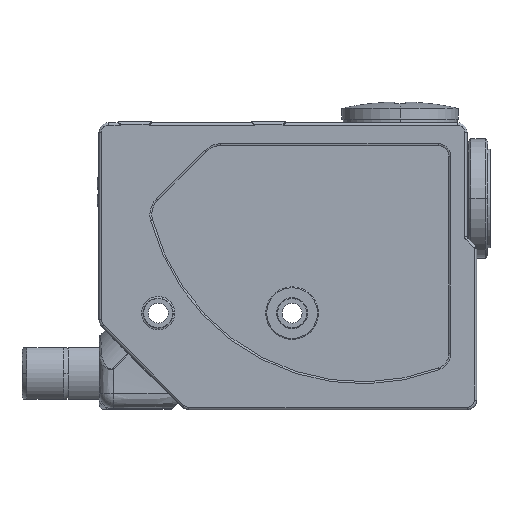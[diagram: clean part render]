
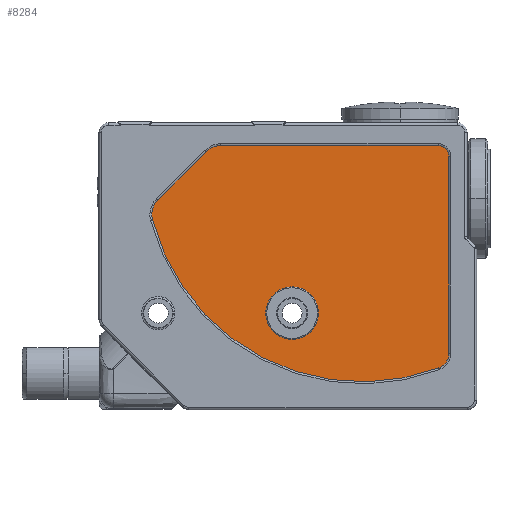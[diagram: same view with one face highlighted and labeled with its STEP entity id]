
A CAD part, top view. The second image highlights one B-rep face of the part: STEP entity #8284.
In plain terms, the highlighted planar face has unit normal (0, 0, 1).
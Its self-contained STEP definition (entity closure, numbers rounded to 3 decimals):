
#46 = ORIENTED_EDGE ( 'NONE', *, *, #9923, .T. ) ;
#160 = DIRECTION ( 'NONE',  ( 0., 0., 1. ) ) ;
#176 = CARTESIAN_POINT ( 'NONE',  ( 30.451, -18.197, 15.55 ) ) ;
#557 = CARTESIAN_POINT ( 'NONE',  ( 31.451, 25.213, 15.55 ) ) ;
#560 = PLANE ( 'NONE',  #2041 ) ;
#604 = ORIENTED_EDGE ( 'NONE', *, *, #6776, .T. ) ;
#1092 = LINE ( 'NONE', #5595, #5779 ) ;
#1102 = DIRECTION ( 'NONE',  ( 1., 0., 0. ) ) ;
#1257 = AXIS2_PLACEMENT_3D ( 'NONE', #10892, #5275, #11827 ) ;
#1357 = CARTESIAN_POINT ( 'NONE',  ( -14.032, 20.946, 15.55 ) ) ;
#1453 = DIRECTION ( 'NONE',  ( -1., 0., 0. ) ) ;
#1488 = CARTESIAN_POINT ( 'NONE',  ( -27.193, 13.82, 15.55 ) ) ;
#1551 = AXIS2_PLACEMENT_3D ( 'NONE', #3541, #10096, #4493 ) ;
#1555 = VERTEX_POINT ( 'NONE', #11865 ) ;
#1640 = ORIENTED_EDGE ( 'NONE', *, *, #8037, .T. ) ;
#1682 = CIRCLE ( 'NONE', #10665, 3.267 ) ;
#2041 = AXIS2_PLACEMENT_3D ( 'NONE', #2442, #9918, #4320 ) ;
#2285 = EDGE_LOOP ( 'NONE', ( #10978, #10813 ) ) ;
#2305 = DIRECTION ( 'NONE',  ( 1., 0., 0. ) ) ;
#2365 = CARTESIAN_POINT ( 'NONE',  ( 0.9, -9.8, 15.55 ) ) ;
#2402 = FACE_BOUND ( 'NONE', #2285, .T. ) ;
#2442 = CARTESIAN_POINT ( 'NONE',  ( -24.176, 10.802, 15.55 ) ) ;
#2830 = EDGE_CURVE ( 'NONE', #1555, #8915, #7869, .T. ) ;
#2836 = CARTESIAN_POINT ( 'NONE',  ( -28.306, 9.728, 15.55 ) ) ;
#2940 = EDGE_LOOP ( 'NONE', ( #46, #5292, #1640, #10003, #604, #9402, #4545, #3121 ) ) ;
#3019 = EDGE_CURVE ( 'NONE', #5443, #3825, #11119, .T. ) ;
#3121 = ORIENTED_EDGE ( 'NONE', *, *, #3019, .T. ) ;
#3273 = DIRECTION ( 'NONE',  ( 1., 0., 0. ) ) ;
#3541 = CARTESIAN_POINT ( 'NONE',  ( 31.451, 22.946, 15.55 ) ) ;
#3669 = EDGE_CURVE ( 'NONE', #4553, #5443, #3921, .T. ) ;
#3825 = VERTEX_POINT ( 'NONE', #1488 ) ;
#3921 = CIRCLE ( 'NONE', #9987, 4.267 ) ;
#4320 = DIRECTION ( 'NONE',  ( 1., 0., 0. ) ) ;
#4448 = VERTEX_POINT ( 'NONE', #5149 ) ;
#4493 = DIRECTION ( 'NONE',  ( 1., 0., 0. ) ) ;
#4545 = ORIENTED_EDGE ( 'NONE', *, *, #3669, .T. ) ;
#4553 = VERTEX_POINT ( 'NONE', #9149 ) ;
#4651 = VECTOR ( 'NONE', #1453, 1000. ) ;
#4844 = CARTESIAN_POINT ( 'NONE',  ( 33.718, -18.197, 15.55 ) ) ;
#4914 = EDGE_CURVE ( 'NONE', #7641, #4553, #9598, .T. ) ;
#5149 = CARTESIAN_POINT ( 'NONE',  ( 33.718, 22.946, 15.55 ) ) ;
#5275 = DIRECTION ( 'NONE',  ( 0., 0., 1. ) ) ;
#5292 = ORIENTED_EDGE ( 'NONE', *, *, #8659, .T. ) ;
#5340 = DIRECTION ( 'NONE',  ( 0., 0., 1. ) ) ;
#5443 = VERTEX_POINT ( 'NONE', #8555 ) ;
#5464 = CARTESIAN_POINT ( 'NONE',  ( -17.049, 23.964, 15.55 ) ) ;
#5595 = CARTESIAN_POINT ( 'NONE',  ( 33.718, -18.197, 15.55 ) ) ;
#5746 = CARTESIAN_POINT ( 'NONE',  ( 15.563, 21.141, 15.55 ) ) ;
#5779 = VECTOR ( 'NONE', #6519, 1000. ) ;
#6301 = CIRCLE ( 'NONE', #1257, 4.267 ) ;
#6327 = AXIS2_PLACEMENT_3D ( 'NONE', #10948, #5340, #11899 ) ;
#6388 = DIRECTION ( 'NONE',  ( -0.707, -0.707, 0. ) ) ;
#6519 = DIRECTION ( 'NONE',  ( 0., 1., 0. ) ) ;
#6637 = CIRCLE ( 'NONE', #10826, 45.328 ) ;
#6677 = DIRECTION ( 'NONE',  ( 1., 0., 0. ) ) ;
#6698 = DIRECTION ( 'NONE',  ( 0., 0., 1. ) ) ;
#6705 = VECTOR ( 'NONE', #6388, 1000. ) ;
#6776 = EDGE_CURVE ( 'NONE', #4448, #7641, #11370, .T. ) ;
#7407 = EDGE_CURVE ( 'NONE', #9104, #4448, #1092, .T. ) ;
#7641 = VERTEX_POINT ( 'NONE', #8786 ) ;
#7708 = VERTEX_POINT ( 'NONE', #7928 ) ;
#7869 = CIRCLE ( 'NONE', #6327, 5.5 ) ;
#7892 = DIRECTION ( 'NONE',  ( 0., 0., 1. ) ) ;
#7928 = CARTESIAN_POINT ( 'NONE',  ( 31.608, -21.253, 15.55 ) ) ;
#7970 = AXIS2_PLACEMENT_3D ( 'NONE', #2365, #8890, #3273 ) ;
#8037 = EDGE_CURVE ( 'NONE', #7708, #9104, #1682, .T. ) ;
#8284 = ADVANCED_FACE ( 'NONE', ( #2402, #9276 ), #560, .T. ) ;
#8555 = CARTESIAN_POINT ( 'NONE',  ( -17.049, 23.964, 15.55 ) ) ;
#8659 = EDGE_CURVE ( 'NONE', #9844, #7708, #6637, .T. ) ;
#8786 = CARTESIAN_POINT ( 'NONE',  ( 31.451, 25.213, 15.55 ) ) ;
#8890 = DIRECTION ( 'NONE',  ( 0., 0., 1. ) ) ;
#8915 = VERTEX_POINT ( 'NONE', #11722 ) ;
#9104 = VERTEX_POINT ( 'NONE', #4844 ) ;
#9149 = CARTESIAN_POINT ( 'NONE',  ( -14.032, 25.213, 15.55 ) ) ;
#9276 = FACE_OUTER_BOUND ( 'NONE', #2940, .T. ) ;
#9402 = ORIENTED_EDGE ( 'NONE', *, *, #4914, .T. ) ;
#9598 = LINE ( 'NONE', #557, #4651 ) ;
#9844 = VERTEX_POINT ( 'NONE', #2836 ) ;
#9918 = DIRECTION ( 'NONE',  ( 0., 0., 1. ) ) ;
#9923 = EDGE_CURVE ( 'NONE', #3825, #9844, #6301, .T. ) ;
#9987 = AXIS2_PLACEMENT_3D ( 'NONE', #1357, #7892, #2305 ) ;
#10003 = ORIENTED_EDGE ( 'NONE', *, *, #7407, .T. ) ;
#10087 = CIRCLE ( 'NONE', #7970, 5.5 ) ;
#10096 = DIRECTION ( 'NONE',  ( 0., 0., 1. ) ) ;
#10573 = EDGE_CURVE ( 'NONE', #8915, #1555, #10087, .T. ) ;
#10665 = AXIS2_PLACEMENT_3D ( 'NONE', #176, #6698, #1102 ) ;
#10813 = ORIENTED_EDGE ( 'NONE', *, *, #10573, .F. ) ;
#10826 = AXIS2_PLACEMENT_3D ( 'NONE', #5746, #160, #6677 ) ;
#10892 = CARTESIAN_POINT ( 'NONE',  ( -24.176, 10.802, 15.55 ) ) ;
#10948 = CARTESIAN_POINT ( 'NONE',  ( 0.9, -9.8, 15.55 ) ) ;
#10978 = ORIENTED_EDGE ( 'NONE', *, *, #2830, .F. ) ;
#11119 = LINE ( 'NONE', #5464, #6705 ) ;
#11370 = CIRCLE ( 'NONE', #1551, 2.267 ) ;
#11722 = CARTESIAN_POINT ( 'NONE',  ( -4.6, -9.8, 15.55 ) ) ;
#11827 = DIRECTION ( 'NONE',  ( 1., 0., 0. ) ) ;
#11865 = CARTESIAN_POINT ( 'NONE',  ( 6.4, -9.8, 15.55 ) ) ;
#11899 = DIRECTION ( 'NONE',  ( 1., 0., 0. ) ) ;
